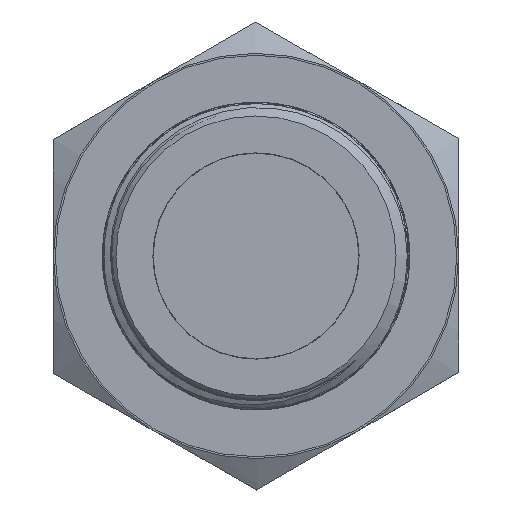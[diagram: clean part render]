
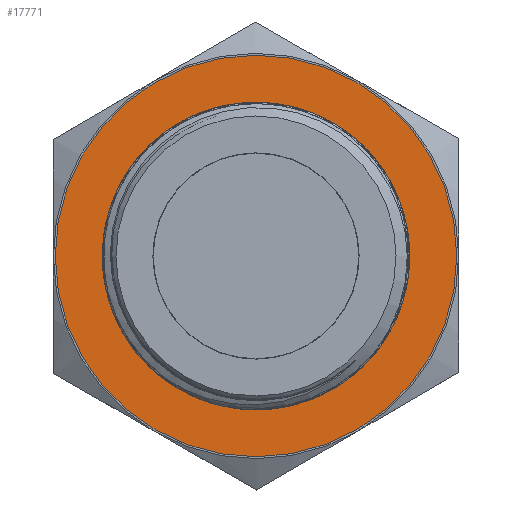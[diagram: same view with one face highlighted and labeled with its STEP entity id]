
A CAD part, left-side view. The second image highlights one B-rep face of the part: STEP entity #17771.
In plain terms, the highlighted planar face has unit normal (-1, 0, 0).
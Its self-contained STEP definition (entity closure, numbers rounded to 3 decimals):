
#217=FACE_BOUND('',#2652,.T.);
#853=PLANE('',#19186);
#1591=FACE_OUTER_BOUND('',#2651,.T.);
#2651=EDGE_LOOP('',(#15210));
#2652=EDGE_LOOP('',(#15211));
#3512=CIRCLE('',#19185,27.25);
#3513=CIRCLE('',#19187,19.);
#8068=VERTEX_POINT('',#47753);
#8069=VERTEX_POINT('',#47757);
#10554=EDGE_CURVE('',#8068,#8068,#3512,.T.);
#10555=EDGE_CURVE('',#8069,#8069,#3513,.T.);
#15210=ORIENTED_EDGE('',*,*,#10554,.F.);
#15211=ORIENTED_EDGE('',*,*,#10555,.T.);
#17771=ADVANCED_FACE('',(#1591,#217),#853,.T.);
#19185=AXIS2_PLACEMENT_3D('',#47755,#21922,#21923);
#19186=AXIS2_PLACEMENT_3D('',#47756,#21924,#21925);
#19187=AXIS2_PLACEMENT_3D('',#47758,#21926,#21927);
#21922=DIRECTION('center_axis',(1.,0.,0.));
#21923=DIRECTION('ref_axis',(0.,0.,-1.));
#21924=DIRECTION('center_axis',(-1.,0.,0.));
#21925=DIRECTION('ref_axis',(0.,0.,1.));
#21926=DIRECTION('center_axis',(1.,0.,0.));
#21927=DIRECTION('ref_axis',(0.,0.,-1.));
#47753=CARTESIAN_POINT('',(-45.1,-27.25,0.));
#47755=CARTESIAN_POINT('Origin',(-45.1,0.,0.));
#47756=CARTESIAN_POINT('Origin',(-45.1,27.25,0.));
#47757=CARTESIAN_POINT('',(-45.1,-19.,0.));
#47758=CARTESIAN_POINT('Origin',(-45.1,0.,0.));
